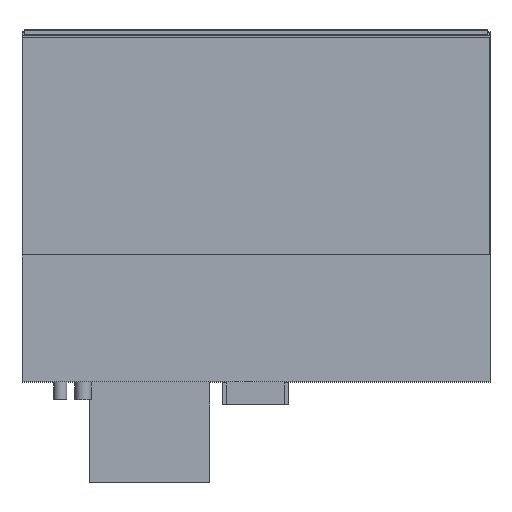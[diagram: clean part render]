
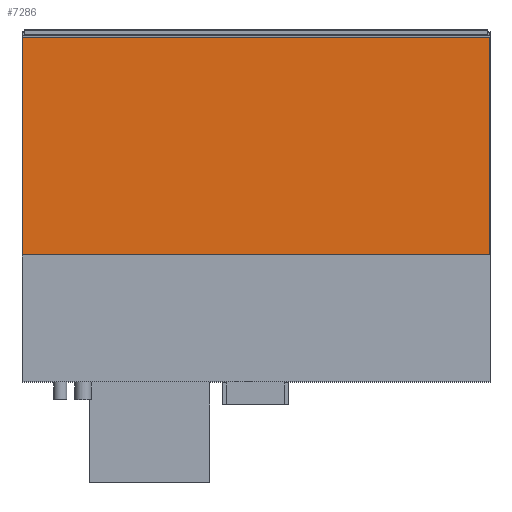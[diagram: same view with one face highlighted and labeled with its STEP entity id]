
A CAD part, top view. The second image highlights one B-rep face of the part: STEP entity #7286.
In plain terms, the highlighted planar face has unit normal (0, 0, 1).
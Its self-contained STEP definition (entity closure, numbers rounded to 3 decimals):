
#558=FACE_OUTER_BOUND('',#992,.T.);
#992=EDGE_LOOP('',(#6235,#6236,#6237,#6238));
#1835=LINE('',#11543,#2761);
#1847=LINE('',#11567,#2773);
#1848=LINE('',#11570,#2774);
#1849=LINE('',#11571,#2775);
#2761=VECTOR('',#9495,10.);
#2773=VECTOR('',#9511,10.);
#2774=VECTOR('',#9514,10.);
#2775=VECTOR('',#9515,10.);
#3467=VERTEX_POINT('',#11540);
#3468=VERTEX_POINT('',#11542);
#3477=VERTEX_POINT('',#11563);
#3479=VERTEX_POINT('',#11569);
#4403=EDGE_CURVE('',#3467,#3468,#1835,.T.);
#4415=EDGE_CURVE('',#3477,#3468,#1847,.T.);
#4416=EDGE_CURVE('',#3479,#3477,#1848,.T.);
#4417=EDGE_CURVE('',#3479,#3467,#1849,.T.);
#6235=ORIENTED_EDGE('',*,*,#4416,.T.);
#6236=ORIENTED_EDGE('',*,*,#4415,.T.);
#6237=ORIENTED_EDGE('',*,*,#4403,.F.);
#6238=ORIENTED_EDGE('',*,*,#4417,.F.);
#6868=PLANE('',#7828);
#7286=ADVANCED_FACE('',(#558),#6868,.T.);
#7828=AXIS2_PLACEMENT_3D('',#11568,#9512,#9513);
#9495=DIRECTION('',(1.,0.,0.));
#9511=DIRECTION('',(0.,1.,0.));
#9512=DIRECTION('center_axis',(0.,0.,1.));
#9513=DIRECTION('ref_axis',(1.,0.,0.));
#9514=DIRECTION('',(1.,0.,0.));
#9515=DIRECTION('',(0.,1.,0.));
#11540=CARTESIAN_POINT('',(-720.,690.,347.5));
#11542=CARTESIAN_POINT('',(720.,690.,347.5));
#11543=CARTESIAN_POINT('',(-720.,690.,347.5));
#11563=CARTESIAN_POINT('',(720.,20.,347.5));
#11567=CARTESIAN_POINT('',(720.,20.,347.5));
#11568=CARTESIAN_POINT('Origin',(-720.,20.,347.5));
#11569=CARTESIAN_POINT('',(-720.,20.,347.5));
#11570=CARTESIAN_POINT('',(-720.,20.,347.5));
#11571=CARTESIAN_POINT('',(-720.,20.,347.5));
